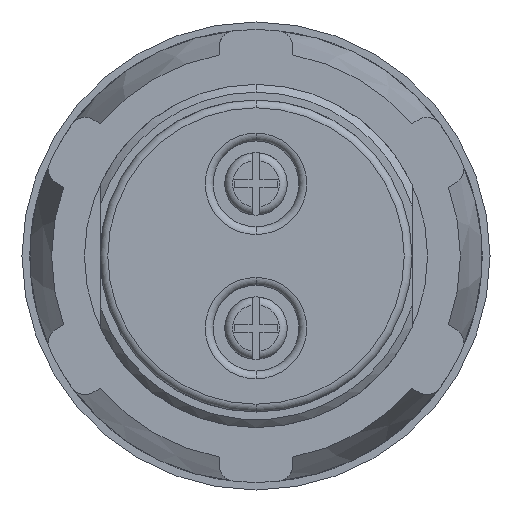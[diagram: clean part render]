
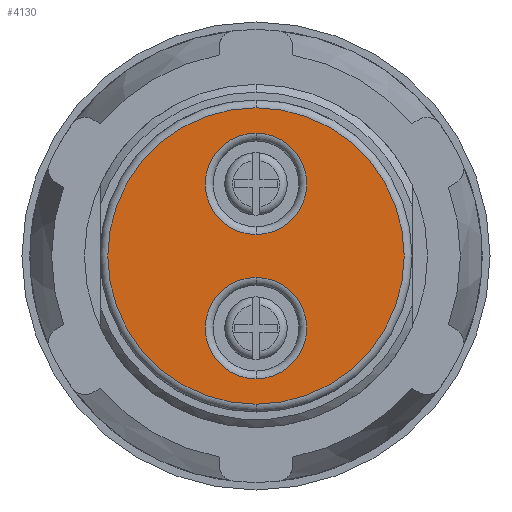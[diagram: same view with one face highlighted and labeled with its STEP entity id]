
A CAD part, front view. The second image highlights one B-rep face of the part: STEP entity #4130.
In plain terms, the highlighted planar face has unit normal (0, -1, 0).
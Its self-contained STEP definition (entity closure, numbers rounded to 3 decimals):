
#48 = DIRECTION ( 'NONE',  ( 0., 1., 0. ) ) ;
#67 = VERTEX_POINT ( 'NONE', #2014 ) ;
#160 = EDGE_LOOP ( 'NONE', ( #3800, #4066 ) ) ;
#300 = PLANE ( 'NONE',  #2306 ) ;
#320 = DIRECTION ( 'NONE',  ( 0., -1., 0. ) ) ;
#349 = VERTEX_POINT ( 'NONE', #1533 ) ;
#392 = DIRECTION ( 'NONE',  ( 0., 1., 0. ) ) ;
#413 = AXIS2_PLACEMENT_3D ( 'NONE', #1633, #320, #2570 ) ;
#445 = FACE_BOUND ( 'NONE', #160, .T. ) ;
#463 = DIRECTION ( 'NONE',  ( 0., 0., 1. ) ) ;
#488 = DIRECTION ( 'NONE',  ( 0., -1., 0. ) ) ;
#500 = AXIS2_PLACEMENT_3D ( 'NONE', #4052, #4067, #2149 ) ;
#526 = EDGE_CURVE ( 'NONE', #3334, #2240, #1901, .T. ) ;
#763 = CIRCLE ( 'NONE', #2959, 9.5 ) ;
#859 = EDGE_CURVE ( 'NONE', #1734, #349, #2002, .T. ) ;
#885 = DIRECTION ( 'NONE',  ( 0., 1., 0. ) ) ;
#1023 = VERTEX_POINT ( 'NONE', #2112 ) ;
#1138 = DIRECTION ( 'NONE',  ( 0., 0., 1. ) ) ;
#1187 = CARTESIAN_POINT ( 'NONE',  ( 0., -38., -9.5 ) ) ;
#1255 = DIRECTION ( 'NONE',  ( 0., 0., 1. ) ) ;
#1279 = AXIS2_PLACEMENT_3D ( 'NONE', #1697, #392, #463 ) ;
#1283 = DIRECTION ( 'NONE',  ( 0., 0., 1. ) ) ;
#1341 = FACE_BOUND ( 'NONE', #2823, .T. ) ;
#1519 = ORIENTED_EDGE ( 'NONE', *, *, #4008, .T. ) ;
#1533 = CARTESIAN_POINT ( 'NONE',  ( 0., -38., 7.875 ) ) ;
#1567 = CARTESIAN_POINT ( 'NONE',  ( 0., -38., 0. ) ) ;
#1633 = CARTESIAN_POINT ( 'NONE',  ( 0., -38., 0. ) ) ;
#1697 = CARTESIAN_POINT ( 'NONE',  ( 0., -38., 4.625 ) ) ;
#1734 = VERTEX_POINT ( 'NONE', #2701 ) ;
#1741 = AXIS2_PLACEMENT_3D ( 'NONE', #2896, #48, #1283 ) ;
#1859 = CIRCLE ( 'NONE', #3169, 3.25 ) ;
#1901 = CIRCLE ( 'NONE', #413, 9.5 ) ;
#1971 = ORIENTED_EDGE ( 'NONE', *, *, #2051, .T. ) ;
#2000 = CIRCLE ( 'NONE', #500, 3.25 ) ;
#2002 = CIRCLE ( 'NONE', #1741, 3.25 ) ;
#2014 = CARTESIAN_POINT ( 'NONE',  ( 0., -38., -7.875 ) ) ;
#2051 = EDGE_CURVE ( 'NONE', #2240, #3334, #763, .T. ) ;
#2076 = EDGE_CURVE ( 'NONE', #1023, #67, #1859, .T. ) ;
#2112 = CARTESIAN_POINT ( 'NONE',  ( 0., -38., -1.375 ) ) ;
#2149 = DIRECTION ( 'NONE',  ( 0., 0., 1. ) ) ;
#2240 = VERTEX_POINT ( 'NONE', #1187 ) ;
#2306 = AXIS2_PLACEMENT_3D ( 'NONE', #1567, #885, #1255 ) ;
#2514 = CIRCLE ( 'NONE', #1279, 3.25 ) ;
#2523 = ORIENTED_EDGE ( 'NONE', *, *, #2076, .T. ) ;
#2570 = DIRECTION ( 'NONE',  ( 0., 0., 1. ) ) ;
#2701 = CARTESIAN_POINT ( 'NONE',  ( 0., -38., 1.375 ) ) ;
#2754 = FACE_OUTER_BOUND ( 'NONE', #3235, .T. ) ;
#2823 = EDGE_LOOP ( 'NONE', ( #2523, #1519 ) ) ;
#2896 = CARTESIAN_POINT ( 'NONE',  ( 0., -38., 4.625 ) ) ;
#2959 = AXIS2_PLACEMENT_3D ( 'NONE', #3987, #488, #3073 ) ;
#3060 = CARTESIAN_POINT ( 'NONE',  ( 0., -38., -4.625 ) ) ;
#3073 = DIRECTION ( 'NONE',  ( 0., 0., 1. ) ) ;
#3142 = ORIENTED_EDGE ( 'NONE', *, *, #526, .T. ) ;
#3169 = AXIS2_PLACEMENT_3D ( 'NONE', #3060, #3347, #1138 ) ;
#3235 = EDGE_LOOP ( 'NONE', ( #3142, #1971 ) ) ;
#3334 = VERTEX_POINT ( 'NONE', #3559 ) ;
#3347 = DIRECTION ( 'NONE',  ( 0., 1., 0. ) ) ;
#3559 = CARTESIAN_POINT ( 'NONE',  ( 0., -38., 9.5 ) ) ;
#3715 = EDGE_CURVE ( 'NONE', #349, #1734, #2514, .T. ) ;
#3800 = ORIENTED_EDGE ( 'NONE', *, *, #3715, .T. ) ;
#3987 = CARTESIAN_POINT ( 'NONE',  ( 0., -38., 0. ) ) ;
#4008 = EDGE_CURVE ( 'NONE', #67, #1023, #2000, .T. ) ;
#4052 = CARTESIAN_POINT ( 'NONE',  ( 0., -38., -4.625 ) ) ;
#4066 = ORIENTED_EDGE ( 'NONE', *, *, #859, .T. ) ;
#4067 = DIRECTION ( 'NONE',  ( 0., 1., 0. ) ) ;
#4130 = ADVANCED_FACE ( 'NONE', ( #1341, #445, #2754 ), #300, .F. ) ;
